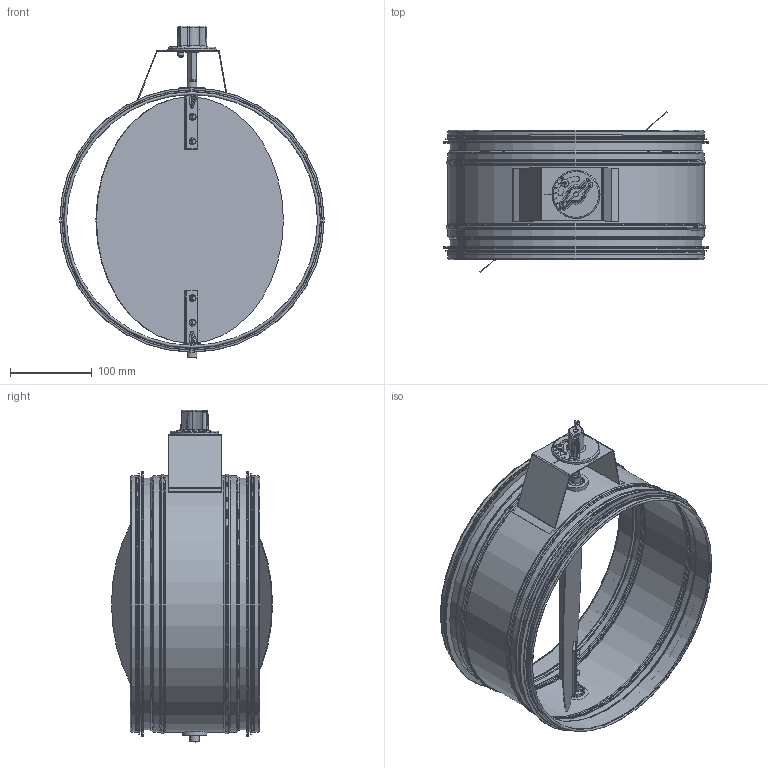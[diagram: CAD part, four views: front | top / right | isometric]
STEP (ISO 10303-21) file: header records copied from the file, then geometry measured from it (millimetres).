
FILE_DESCRIPTION((''),'2;1');
FILE_NAME('HIS-315.stp','2014-02-20T07:49:18',(''),(''),'Autodesk Inventor 2013','Autodesk Inventor 2013','');
FILE_SCHEMA(('AUTOMOTIVE_DESIGN { 1 2 10303 214 0 1 1 1 }'));
Length unit declared in the file: millimetre
Products named in the file (15): HIS-315; HISochHISC_Rör-08; 999008; SpjällhyllaSmåDimensioner_HISC-HIS-315; Spjällvred; SpjällaxelKort; SFS-ISO 7049 - F-H ST4,8 x 13 - F - H; BlindnitmutterM5; Cellgummi; Starlock; 116024; Borrskruv_4,2x13; SpjällaxelKort_250-315; Cellgummi_1; Stödprofil-270
Assembly tree (19 placements, depth 2):
  HIS-315
    HISochHISC_Rör-08
    999008  x2
    SpjällhyllaSmåDimensioner_HISC-HIS-315
    Spjällvred
    SpjällaxelKort
    SFS-ISO 7049 - F-H ST4,8 x 13 - F - H
    BlindnitmutterM5
    Cellgummi
    Starlock  x2
    116024
    Borrskruv_4,2x13  x4
    SpjällaxelKort_250-315
    Cellgummi_1
    Stödprofil-270
Bounding box: 324.25 x 197.36 x 407 mm (x, y, z)
Volume: 290325.3 mm3; surface area: 685392.2 mm2
Topology: 21 solids, 21 shells, 1083 faces, 2440 edges, 1406 vertices
Faces by surface type: cylinder 339, plane 295, cone 292, bspline 78, torus 61, sphere 18
Full cylindrical faces by diameter (mm): 4 x4, 4.8 x1, 6 x1, 10 x2, 11.7 x2, 12 x2, 15.2 x1, 16 x1, 21 x2, 30 x2, 302 x1, 307.45 x1, 307.61 x1, 308.45 x1, 308.61 x1, 310.25 x2, 312.85 x11, 313.85 x5, 319.25 x2, 324.25 x2
Entity records: 23720 total; most frequent: CARTESIAN_POINT 6899, DIRECTION 3354, ORIENTED_EDGE 3248, EDGE_CURVE 1624, AXIS2_PLACEMENT_3D 1301, VERTEX_POINT 1011, EDGE_LOOP 889, VECTOR 752
